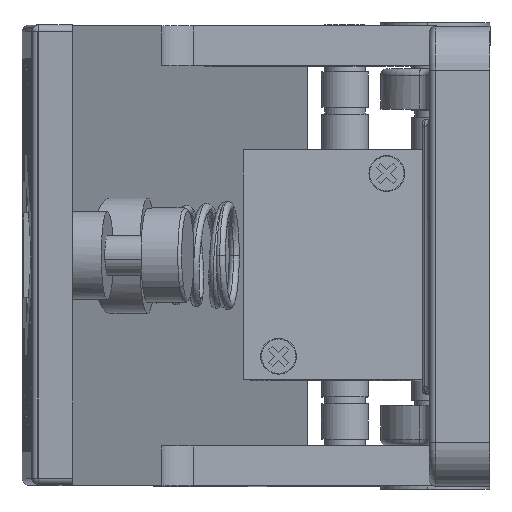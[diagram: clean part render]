
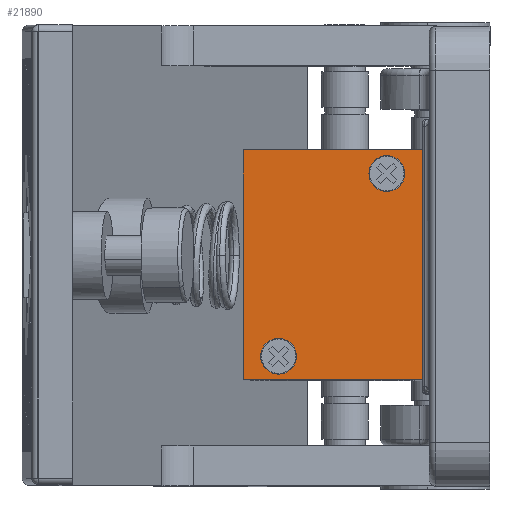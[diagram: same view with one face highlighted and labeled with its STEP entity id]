
A CAD part, top view. The second image highlights one B-rep face of the part: STEP entity #21890.
In plain terms, the highlighted planar face has unit normal (0, 0, 1).
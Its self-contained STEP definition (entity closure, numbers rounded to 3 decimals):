
#1836 = EDGE_CURVE ( 'NONE', #30328, #30327, #5312, .T. ) ;
#1844 = EDGE_CURVE ( 'NONE', #30320, #30319, #5324, .T. ) ;
#1889 = EDGE_CURVE ( 'NONE', #30319, #30320, #5408, .T. ) ;
#1894 = EDGE_CURVE ( 'NONE', #30286, #30285, #5416, .T. ) ;
#1897 = EDGE_CURVE ( 'NONE', #30284, #30286, #5422, .T. ) ;
#1899 = EDGE_CURVE ( 'NONE', #30284, #30283, #5426, .T. ) ;
#1901 = EDGE_CURVE ( 'NONE', #30283, #30285, #5430, .T. ) ;
#1902 = EDGE_CURVE ( 'NONE', #30327, #30328, #5432, .T. ) ;
#3888 = ORIENTED_EDGE ( 'NONE', *, *, #1902, .F. ) ;
#3889 = ORIENTED_EDGE ( 'NONE', *, *, #1836, .F. ) ;
#3890 = ORIENTED_EDGE ( 'NONE', *, *, #1889, .F. ) ;
#3891 = ORIENTED_EDGE ( 'NONE', *, *, #1844, .F. ) ;
#3892 = ORIENTED_EDGE ( 'NONE', *, *, #1901, .F. ) ;
#3893 = ORIENTED_EDGE ( 'NONE', *, *, #1899, .F. ) ;
#3894 = ORIENTED_EDGE ( 'NONE', *, *, #1897, .T. ) ;
#3895 = ORIENTED_EDGE ( 'NONE', *, *, #1894, .T. ) ;
#5312 = CIRCLE ( 'NONE', #18138, 2.65 ) ;
#5324 = CIRCLE ( 'NONE', #18142, 2.65 ) ;
#5408 = CIRCLE ( 'NONE', #18148, 2.65 ) ;
#5416 = LINE ( 'NONE', #7832, #5417 ) ;
#5417 = VECTOR ( 'NONE', #7834, 1000. ) ;
#5422 = LINE ( 'NONE', #7846, #5423 ) ;
#5423 = VECTOR ( 'NONE', #7848, 1000. ) ;
#5426 = LINE ( 'NONE', #7855, #5427 ) ;
#5427 = VECTOR ( 'NONE', #7857, 1000. ) ;
#5430 = LINE ( 'NONE', #7864, #5431 ) ;
#5431 = VECTOR ( 'NONE', #7866, 1000. ) ;
#5432 = CIRCLE ( 'NONE', #18149, 2.65 ) ;
#7551 = CARTESIAN_POINT ( 'NONE',  ( 8., 13.5, 3.25 ) ) ;
#7553 = DIRECTION ( 'NONE',  ( 0., 0., 1. ) ) ;
#7555 = DIRECTION ( 'NONE',  ( 1., 0., 0. ) ) ;
#7594 = CARTESIAN_POINT ( 'NONE',  ( -8., -13.5, 3.25 ) ) ;
#7596 = DIRECTION ( 'NONE',  ( 0., 0., 1. ) ) ;
#7598 = DIRECTION ( 'NONE',  ( 1., 0., 0. ) ) ;
#7808 = CARTESIAN_POINT ( 'NONE',  ( -8., -13.5, 3.25 ) ) ;
#7810 = DIRECTION ( 'NONE',  ( 0., 0., 1. ) ) ;
#7812 = DIRECTION ( 'NONE',  ( 1., 0., 0. ) ) ;
#7832 = CARTESIAN_POINT ( 'NONE',  ( 0., -17., 3.25 ) ) ;
#7834 = DIRECTION ( 'NONE',  ( 1., 0., 0. ) ) ;
#7846 = CARTESIAN_POINT ( 'NONE',  ( -13.25, -33.671, 3.25 ) ) ;
#7848 = DIRECTION ( 'NONE',  ( 0., -1., 0. ) ) ;
#7855 = CARTESIAN_POINT ( 'NONE',  ( 0., 17., 3.25 ) ) ;
#7857 = DIRECTION ( 'NONE',  ( 1., 0., 0. ) ) ;
#7864 = CARTESIAN_POINT ( 'NONE',  ( 13.25, -33.671, 3.25 ) ) ;
#7866 = DIRECTION ( 'NONE',  ( 0., -1., 0. ) ) ;
#7868 = CARTESIAN_POINT ( 'NONE',  ( 8., 13.5, 3.25 ) ) ;
#7870 = DIRECTION ( 'NONE',  ( 0., 0., 1. ) ) ;
#7872 = DIRECTION ( 'NONE',  ( 1., 0., 0. ) ) ;
#10301 = AXIS2_PLACEMENT_3D ( 'NONE', #14053, #14054, #14055 ) ;
#12829 = FACE_BOUND ( 'NONE', #24473, .T. ) ;
#12830 = FACE_BOUND ( 'NONE', #24475, .T. ) ;
#12831 = FACE_OUTER_BOUND ( 'NONE', #24477, .T. ) ;
#14052 = PLANE ( 'NONE',  #10301 ) ;
#14053 = CARTESIAN_POINT ( 'NONE',  ( 0., -33.671, 3.25 ) ) ;
#14054 = DIRECTION ( 'NONE',  ( 0., 0., 1. ) ) ;
#14055 = DIRECTION ( 'NONE',  ( 1., 0., 0. ) ) ;
#18138 = AXIS2_PLACEMENT_3D ( 'NONE', #7551, #7553, #7555 ) ;
#18142 = AXIS2_PLACEMENT_3D ( 'NONE', #7594, #7596, #7598 ) ;
#18148 = AXIS2_PLACEMENT_3D ( 'NONE', #7808, #7810, #7812 ) ;
#18149 = AXIS2_PLACEMENT_3D ( 'NONE', #7868, #7870, #7872 ) ;
#21094 = CARTESIAN_POINT ( 'NONE',  ( 13.25, 17., 3.25 ) ) ;
#21095 = CARTESIAN_POINT ( 'NONE',  ( -13.25, 17., 3.25 ) ) ;
#21096 = CARTESIAN_POINT ( 'NONE',  ( 13.25, -17., 3.25 ) ) ;
#21097 = CARTESIAN_POINT ( 'NONE',  ( -13.25, -17., 3.25 ) ) ;
#21130 = CARTESIAN_POINT ( 'NONE',  ( -5.35, -13.5, 3.25 ) ) ;
#21131 = CARTESIAN_POINT ( 'NONE',  ( -10.65, -13.5, 3.25 ) ) ;
#21138 = CARTESIAN_POINT ( 'NONE',  ( 10.65, 13.5, 3.25 ) ) ;
#21139 = CARTESIAN_POINT ( 'NONE',  ( 5.35, 13.5, 3.25 ) ) ;
#21890 = ADVANCED_FACE ( 'NONE', ( #12829, #12830, #12831 ), #14052, .T. ) ;
#24473 = EDGE_LOOP ( 'NONE', ( #3888, #3889 ) ) ;
#24475 = EDGE_LOOP ( 'NONE', ( #3890, #3891 ) ) ;
#24477 = EDGE_LOOP ( 'NONE', ( #3892, #3893, #3894, #3895 ) ) ;
#30283 = VERTEX_POINT ( 'NONE', #21094 ) ;
#30284 = VERTEX_POINT ( 'NONE', #21095 ) ;
#30285 = VERTEX_POINT ( 'NONE', #21096 ) ;
#30286 = VERTEX_POINT ( 'NONE', #21097 ) ;
#30319 = VERTEX_POINT ( 'NONE', #21130 ) ;
#30320 = VERTEX_POINT ( 'NONE', #21131 ) ;
#30327 = VERTEX_POINT ( 'NONE', #21138 ) ;
#30328 = VERTEX_POINT ( 'NONE', #21139 ) ;
